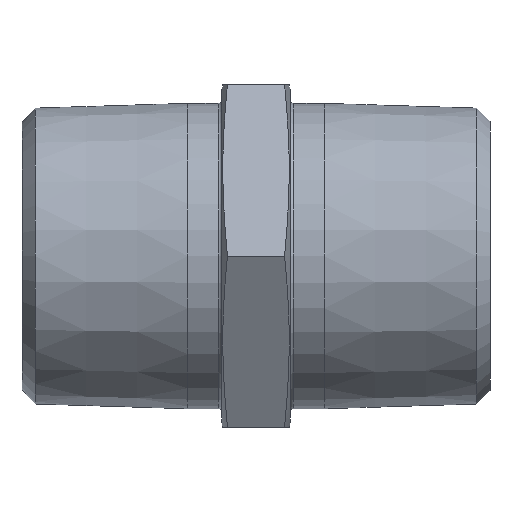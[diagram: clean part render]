
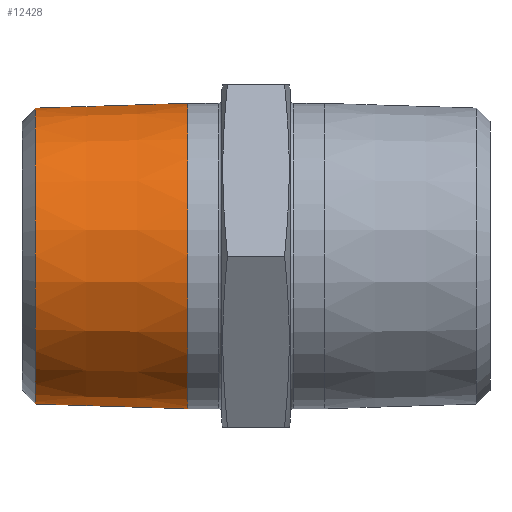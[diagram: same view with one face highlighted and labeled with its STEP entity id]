
A CAD part, front view. The second image highlights one B-rep face of the part: STEP entity #12428.
In plain terms, the highlighted conical face has half-angle 1.79 degrees and reference radius 13.22 mm.
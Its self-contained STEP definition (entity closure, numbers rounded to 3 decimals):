
#180 = DIRECTION ( 'NONE',  ( 0., 0., -1. ) ) ;
#1009 = EDGE_LOOP ( 'NONE', ( #7413 ) ) ;
#1059 = CARTESIAN_POINT ( 'NONE',  ( -19.341, 0., 12.959 ) ) ;
#1625 = DIRECTION ( 'NONE',  ( 0., 0., 1. ) ) ;
#2806 = DIRECTION ( 'NONE',  ( 1., 0., 0. ) ) ;
#3602 = VERTEX_POINT ( 'NONE', #5851 ) ;
#3943 = AXIS2_PLACEMENT_3D ( 'NONE', #11509, #6645, #180 ) ;
#4069 = ORIENTED_EDGE ( 'NONE', *, *, #5747, .T. ) ;
#5747 = EDGE_CURVE ( 'NONE', #3602, #3602, #6509, .T. ) ;
#5851 = CARTESIAN_POINT ( 'NONE',  ( -6., 0., 13.376 ) ) ;
#6509 = CIRCLE ( 'NONE', #12187, 13.376 ) ;
#6645 = DIRECTION ( 'NONE',  ( 1., 0., 0. ) ) ;
#7413 = ORIENTED_EDGE ( 'NONE', *, *, #7480, .T. ) ;
#7480 = EDGE_CURVE ( 'NONE', #11293, #11293, #13486, .T. ) ;
#8448 = EDGE_LOOP ( 'NONE', ( #4069 ) ) ;
#9744 = AXIS2_PLACEMENT_3D ( 'NONE', #13166, #2806, #1625 ) ;
#11285 = DIRECTION ( 'NONE',  ( -1., 0., 0. ) ) ;
#11293 = VERTEX_POINT ( 'NONE', #1059 ) ;
#11509 = CARTESIAN_POINT ( 'NONE',  ( -11., 0., 0. ) ) ;
#12187 = AXIS2_PLACEMENT_3D ( 'NONE', #13712, #11285, #12695 ) ;
#12428 = ADVANCED_FACE ( 'NONE', ( #15507, #12829 ), #12553, .T. ) ;
#12553 = CONICAL_SURFACE ( 'NONE', #3943, 13.22, 0.031 ) ;
#12695 = DIRECTION ( 'NONE',  ( 0., 0., 1. ) ) ;
#12829 = FACE_OUTER_BOUND ( 'NONE', #8448, .T. ) ;
#13166 = CARTESIAN_POINT ( 'NONE',  ( -19.341, 0., 0. ) ) ;
#13486 = CIRCLE ( 'NONE', #9744, 12.959 ) ;
#13712 = CARTESIAN_POINT ( 'NONE',  ( -6., 0., 0. ) ) ;
#15507 = FACE_BOUND ( 'NONE', #1009, .T. ) ;
